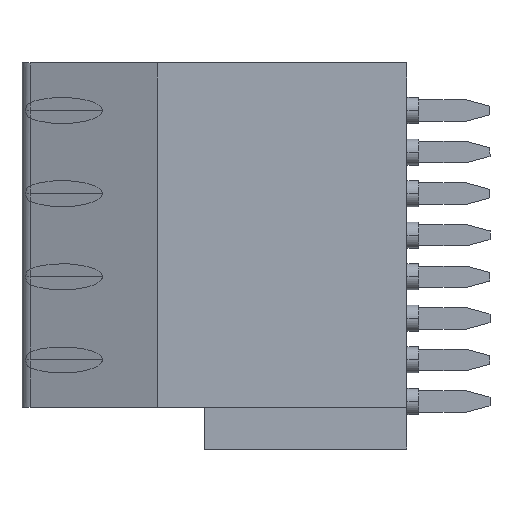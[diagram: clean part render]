
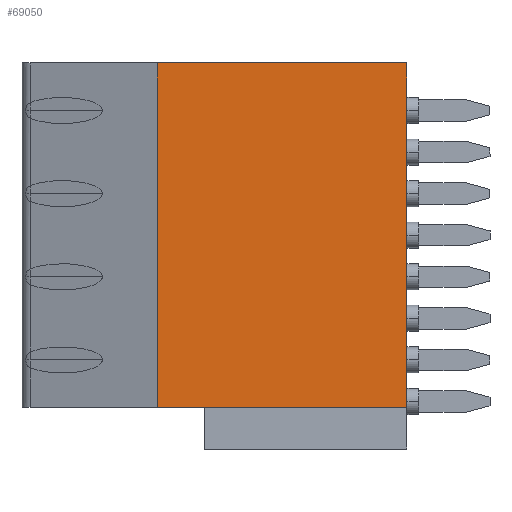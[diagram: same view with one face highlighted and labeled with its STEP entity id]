
A CAD part, left-side view. The second image highlights one B-rep face of the part: STEP entity #69050.
In plain terms, the highlighted planar face has unit normal (-1, 0, 0).
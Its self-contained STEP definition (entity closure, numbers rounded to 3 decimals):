
#31570=CARTESIAN_POINT('',(-44.155,
   -14.954,1.75));
#31580=DIRECTION('',(0.,1.,
   0.));
#31590=VECTOR('',#31580,1.);
#31600=LINE('',#31570,#31590);
#31610=CARTESIAN_POINT('',(-44.155,
   20.821,1.75));
#31620=VERTEX_POINT('',#31610);
#31630=CARTESIAN_POINT('',(-44.155,
   31.328,1.75));
#31640=VERTEX_POINT('',#31630);
#31650=EDGE_CURVE('',#31620,#31640,#31600,.T.);
#67060=CARTESIAN_POINT('',(-44.155,
   31.328,-7.));
#67070=DIRECTION('',(0.,0.,
   -1.));
#67080=VECTOR('',#67070,1.);
#67090=LINE('',#67060,#67080);
#67100=CARTESIAN_POINT('',(-44.155,
   31.328,-12.75));
#67110=VERTEX_POINT('',#67100);
#67120=EDGE_CURVE('',#31640,#67110,#67090,.T.);
#68820=CARTESIAN_POINT('',(-44.155,
   28.521,-3.75));
#68830=DIRECTION('',(-1.,0.,
   0.));
#68840=DIRECTION('',(0.,-1.,
   0.));
#68850=AXIS2_PLACEMENT_3D('',#68820,#68830,#68840);
#68860=PLANE('',#68850);
#68870=ORIENTED_EDGE('',*,*,#31650,.T.);
#68880=CARTESIAN_POINT('',(-44.155,
   20.821,-7.));
#68890=DIRECTION('',(0.,0.,
   1.));
#68900=VECTOR('',#68890,1.);
#68910=LINE('',#68880,#68900);
#68920=CARTESIAN_POINT('',(-44.155,
   20.821,-12.75));
#68930=VERTEX_POINT('',#68920);
#68940=EDGE_CURVE('',#68930,#31620,#68910,.T.);
#68950=ORIENTED_EDGE('',*,*,#68940,.T.);
#68960=CARTESIAN_POINT('',(-44.155,
   0.,-12.75));
#68970=DIRECTION('',(0.,1.,
   0.));
#68980=VECTOR('',#68970,1.);
#68990=LINE('',#68960,#68980);
#69000=EDGE_CURVE('',#68930,#67110,#68990,.T.);
#69010=ORIENTED_EDGE('',*,*,#69000,.F.);
#69020=ORIENTED_EDGE('',*,*,#67120,.T.);
#69030=EDGE_LOOP('',(#69020,#69010,#68950,#68870));
#69040=FACE_OUTER_BOUND('',#69030,.T.);
#69050=ADVANCED_FACE('',(#69040),#68860,.T.);
